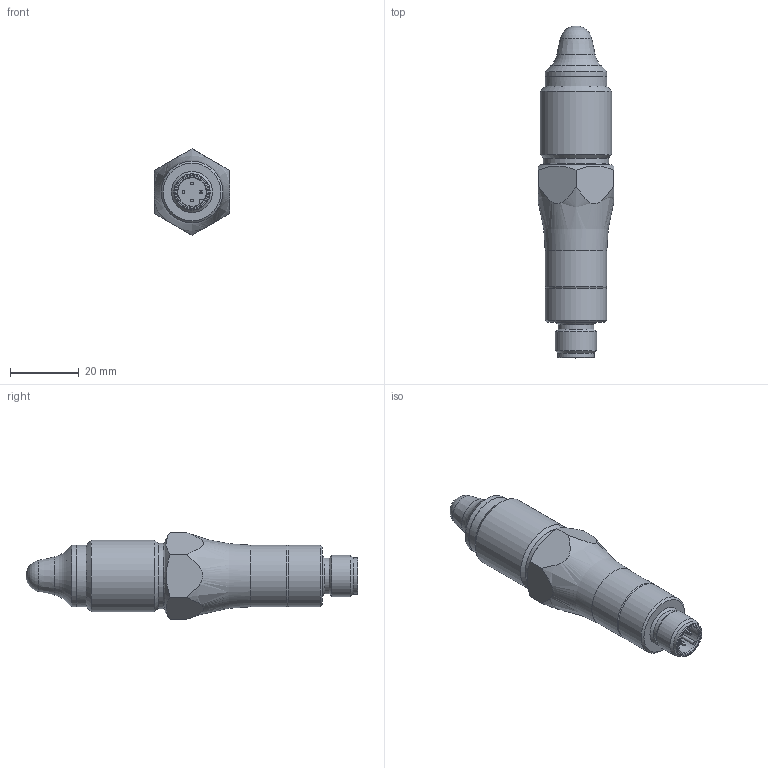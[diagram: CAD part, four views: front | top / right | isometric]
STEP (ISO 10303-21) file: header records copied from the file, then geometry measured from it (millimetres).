
FILE_DESCRIPTION( ( 'Unknown' ), '1' );
FILE_NAME( 'LBFS-x31xxx.step', 'Unknown', ( 'Unknown' ), ( 'Unknown' ), 'PSStep 15.0.49', 'Unknown', ' ' );
FILE_SCHEMA( ( 'AUTOMOTIVE_DESIGN { 1 0 10303 214 1 1 1 1 }' ) );
Length unit declared in the file: millimetre
Products named in the file (1): 11108652
Bounding box: 22 x 96.84 x 25.2 mm (x, y, z)
Volume: 24591.1 mm3; surface area: 6728.6 mm2
Topology: 1 solids, 1 shells, 105 faces, 263 edges, 172 vertices
Faces by surface type: plane 55, cylinder 29, cone 15, torus 5, sphere 1
Full cylindrical faces by diameter (mm): 9.4 x1, 9.6 x1, 10.4 x1, 10.6 x1, 12 x1, 18 x4, 19 x1, 20.955 x1
Entity records: 4046 total; most frequent: CARTESIAN_POINT 907, DIRECTION 446, ORIENTED_EDGE 440, EDGE_CURVE 220, AXIS2_PLACEMENT_3D 168, VERTEX_POINT 163, EDGE_LOOP 149, FACE_OUTER_BOUND 121
